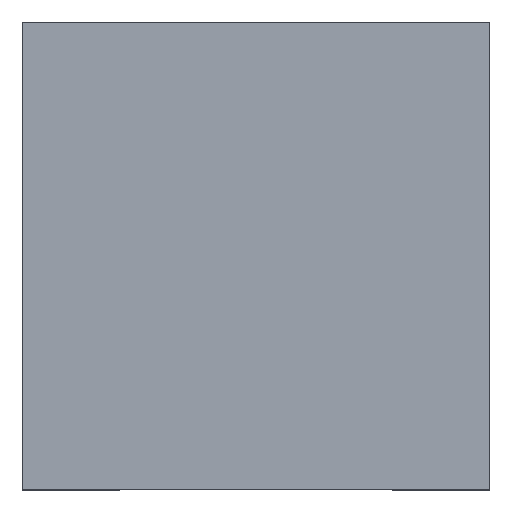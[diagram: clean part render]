
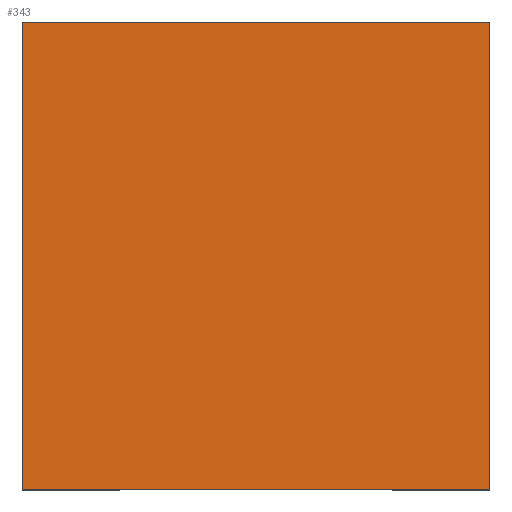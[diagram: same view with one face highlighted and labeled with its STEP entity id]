
A CAD part, top view. The second image highlights one B-rep face of the part: STEP entity #343.
In plain terms, the highlighted planar face has unit normal (0, 0, 1).
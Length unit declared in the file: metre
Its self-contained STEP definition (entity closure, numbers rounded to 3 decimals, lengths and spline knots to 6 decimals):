
#48=ORIENTED_EDGE('',*,*,#123,.F.);
#49=ORIENTED_EDGE('',*,*,#129,.T.);
#50=ORIENTED_EDGE('',*,*,#132,.T.);
#51=ORIENTED_EDGE('',*,*,#135,.F.);
#123=EDGE_CURVE('',#171,#168,#203,.T.);
#129=EDGE_CURVE('',#171,#175,#209,.T.);
#132=EDGE_CURVE('',#175,#177,#212,.T.);
#135=EDGE_CURVE('',#168,#177,#215,.T.);
#168=VERTEX_POINT('',#501);
#171=VERTEX_POINT('',#506);
#175=VERTEX_POINT('',#517);
#177=VERTEX_POINT('',#523);
#203=LINE('',#507,#251);
#209=LINE('',#518,#257);
#212=LINE('',#524,#260);
#215=LINE('',#529,#263);
#251=VECTOR('',#408,1.);
#257=VECTOR('',#416,1.);
#260=VECTOR('',#421,1.);
#263=VECTOR('',#426,1.);
#289=EDGE_LOOP('',(#48,#49,#50,#51));
#307=FACE_BOUND('',#289,.T.);
#325=PLANE('',#374);
#343=ADVANCED_FACE('',(#307),#325,.T.);
#374=AXIS2_PLACEMENT_3D('',#533,#429,#430);
#408=DIRECTION('',(0.,-1.,0.));
#416=DIRECTION('',(-1.,0.,0.));
#421=DIRECTION('',(0.,-1.,0.));
#426=DIRECTION('',(-1.,0.,0.));
#429=DIRECTION('',(0.,0.,1.));
#430=DIRECTION('',(1.,0.,0.));
#501=CARTESIAN_POINT('',(0.0415,-0.0415,0.03));
#506=CARTESIAN_POINT('',(0.0415,0.0415,0.03));
#507=CARTESIAN_POINT('',(0.0415,0.,0.03));
#517=CARTESIAN_POINT('',(-0.0415,0.0415,0.03));
#518=CARTESIAN_POINT('',(0.,0.0415,0.03));
#523=CARTESIAN_POINT('',(-0.0415,-0.0415,0.03));
#524=CARTESIAN_POINT('',(-0.0415,0.,0.03));
#529=CARTESIAN_POINT('',(0.,-0.0415,0.03));
#533=CARTESIAN_POINT('',(0.,0.,0.03));
